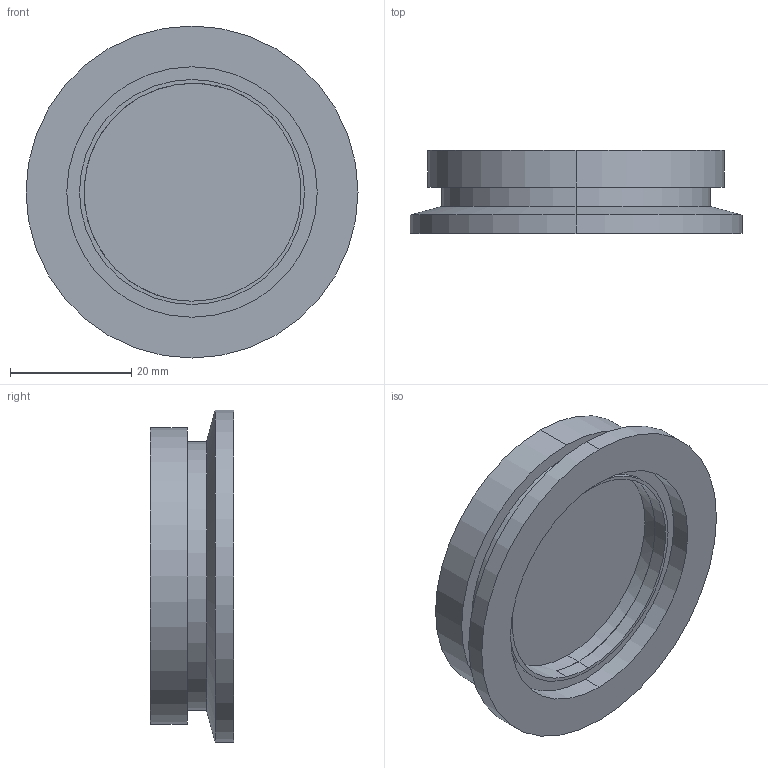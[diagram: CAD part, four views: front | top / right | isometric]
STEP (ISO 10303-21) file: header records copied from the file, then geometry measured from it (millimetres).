
FILE_DESCRIPTION (( 'STEP AP203' ), '1' );
FILE_NAME ('A2206-1-QF.STEP', '2011-10-03T20:20:17', ( '' ), ( '' ), 'SwSTEP 2.0', 'SolidWorks 2011', '' );
FILE_SCHEMA (( 'CONFIG_CONTROL_DESIGN' ));
Length unit declared in the file: inch
Products named in the file (1): A2206-1-QF
Bounding box: 54.86 x 13.72 x 54.86 mm (x, y, z)
Volume: 12802.2 mm3; surface area: 12355.5 mm2
Topology: 1 solids, 2 shells, 55 faces, 111 edges, 68 vertices
Faces by surface type: cylinder 28, plane 13, cone 10, torus 4
Entity records: 1534 total; most frequent: DIRECTION 295, CARTESIAN_POINT 235, ORIENTED_EDGE 222, AXIS2_PLACEMENT_3D 128, EDGE_CURVE 111, CIRCLE 72, VERTEX_POINT 68, EDGE_LOOP 65
